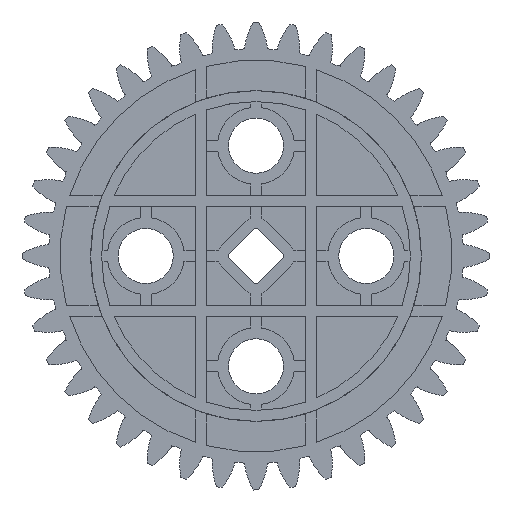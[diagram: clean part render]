
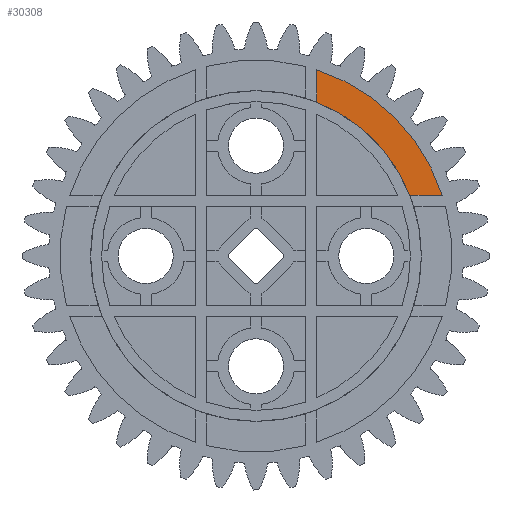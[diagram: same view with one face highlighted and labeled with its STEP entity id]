
A CAD part, front view. The second image highlights one B-rep face of the part: STEP entity #30308.
In plain terms, the highlighted planar face has unit normal (0, -1, 0).
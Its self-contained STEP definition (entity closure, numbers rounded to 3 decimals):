
#170=FACE_OUTER_BOUND('',#1710,.T.);
#1710=EDGE_LOOP('',(#19759,#19760,#19761,#19762));
#3283=CIRCLE('',#31875,15.);
#3284=CIRCLE('',#31876,17.774);
#3511=LINE('',#41567,#7837);
#3512=LINE('',#41571,#7838);
#7837=VECTOR('',#33674,10.);
#7838=VECTOR('',#33677,10.);
#12169=VERTEX_POINT('',#41565);
#12170=VERTEX_POINT('',#41566);
#12171=VERTEX_POINT('',#41568);
#12172=VERTEX_POINT('',#41570);
#15205=EDGE_CURVE('',#12169,#12170,#3511,.T.);
#15206=EDGE_CURVE('',#12171,#12169,#3283,.T.);
#15207=EDGE_CURVE('',#12172,#12171,#3512,.T.);
#15208=EDGE_CURVE('',#12170,#12172,#3284,.T.);
#19759=ORIENTED_EDGE('',*,*,#15205,.F.);
#19760=ORIENTED_EDGE('',*,*,#15206,.F.);
#19761=ORIENTED_EDGE('',*,*,#15207,.F.);
#19762=ORIENTED_EDGE('',*,*,#15208,.F.);
#28858=PLANE('',#31874);
#30308=ADVANCED_FACE('',(#170),#28858,.T.);
#31874=AXIS2_PLACEMENT_3D('',#41564,#33672,#33673);
#31875=AXIS2_PLACEMENT_3D('',#41569,#33675,#33676);
#31876=AXIS2_PLACEMENT_3D('',#41572,#33678,#33679);
#33672=DIRECTION('center_axis',(0.,-1.,0.));
#33673=DIRECTION('ref_axis',(0.,0.,
-1.));
#33674=DIRECTION('',(0.,0.,1.));
#33675=DIRECTION('center_axis',(0.,-1.,0.));
#33676=DIRECTION('ref_axis',(1.,0.,0.));
#33677=DIRECTION('',(-1.,0.,0.));
#33678=DIRECTION('center_axis',(0.,1.,0.));
#33679=DIRECTION('ref_axis',(0.951,0.,0.309));
#41564=CARTESIAN_POINT('Origin',(-13.63,4.543,-0.179));
#41565=CARTESIAN_POINT('',(-6.879,4.543,13.776));
#41566=CARTESIAN_POINT('',(-6.879,4.543,16.723));
#41567=CARTESIAN_POINT('',(-6.879,4.543,6.799));
#41568=CARTESIAN_POINT('',(1.576,4.543,5.321));
#41569=CARTESIAN_POINT('Origin',(-12.379,4.543,-0.179));
#41570=CARTESIAN_POINT('',(4.523,4.543,5.321));
#41571=CARTESIAN_POINT('',(-6.027,4.543,5.321));
#41572=CARTESIAN_POINT('Origin',(-12.379,4.543,-0.179));
